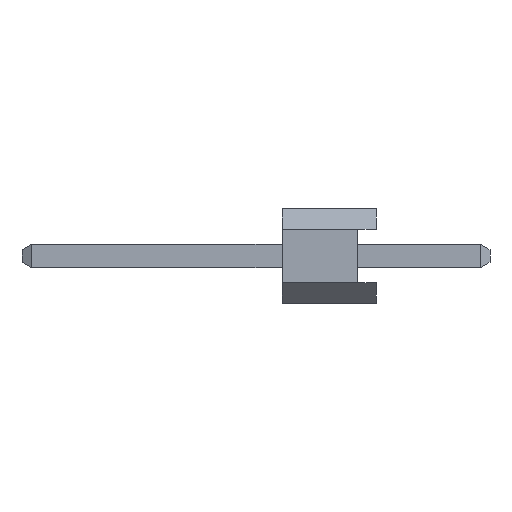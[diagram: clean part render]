
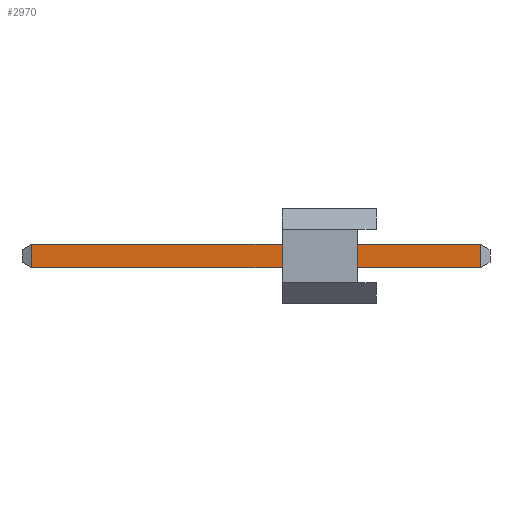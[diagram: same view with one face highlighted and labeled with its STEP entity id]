
A CAD part, left-side view. The second image highlights one B-rep face of the part: STEP entity #2970.
In plain terms, the highlighted planar face has unit normal (-1, 0, 0).
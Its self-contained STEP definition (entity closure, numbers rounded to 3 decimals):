
#2727=DIRECTION('',(0.,0.,-1.));
#2728=VECTOR('',#2727,0.635);
#2729=CARTESIAN_POINT('',(-0.318,-0.264,0.318));
#2730=LINE('',#2729,#2728);
#2755=DIRECTION('',(0.,-1.,0.));
#2756=VECTOR('',#2755,12.072);
#2757=CARTESIAN_POINT('',(-0.318,-0.264,-0.318));
#2758=LINE('',#2757,#2756);
#2759=DIRECTION('',(0.,-1.,0.));
#2760=VECTOR('',#2759,12.072);
#2761=CARTESIAN_POINT('',(-0.318,-0.264,0.318));
#2762=LINE('',#2761,#2760);
#2771=DIRECTION('',(0.,0.,-1.));
#2772=VECTOR('',#2771,0.635);
#2773=CARTESIAN_POINT('',(-0.318,-12.336,0.318));
#2774=LINE('',#2773,#2772);
#2815=CARTESIAN_POINT('',(-0.318,-0.264,-0.318));
#2817=VERTEX_POINT('',#2815);
#2825=CARTESIAN_POINT('',(-0.318,-0.264,0.318));
#2826=VERTEX_POINT('',#2825);
#2832=CARTESIAN_POINT('',(-0.318,-12.336,0.318));
#2834=VERTEX_POINT('',#2832);
#2841=CARTESIAN_POINT('',(-0.318,-12.336,-0.318));
#2842=VERTEX_POINT('',#2841);
#2958=CARTESIAN_POINT('',(-0.318,0.,0.318));
#2959=DIRECTION('',(-1.,0.,0.));
#2960=DIRECTION('',(0.,0.,-1.));
#2961=AXIS2_PLACEMENT_3D('',#2958,#2959,#2960);
#2962=PLANE('',#2961);
#2963=ORIENTED_EDGE('',*,*,#2896,.F.);
#2964=ORIENTED_EDGE('',*,*,#2925,.T.);
#2966=ORIENTED_EDGE('',*,*,#2965,.T.);
#2967=ORIENTED_EDGE('',*,*,#2950,.F.);
#2968=EDGE_LOOP('',(#2963,#2964,#2966,#2967));
#2969=FACE_OUTER_BOUND('',#2968,.F.);
#2970=ADVANCED_FACE('',(#2969),#2962,.T.);
#2896=EDGE_CURVE('',#2826,#2817,#2730,.T.);
#2925=EDGE_CURVE('',#2826,#2834,#2762,.T.);
#2950=EDGE_CURVE('',#2817,#2842,#2758,.T.);
#2965=EDGE_CURVE('',#2834,#2842,#2774,.T.);
